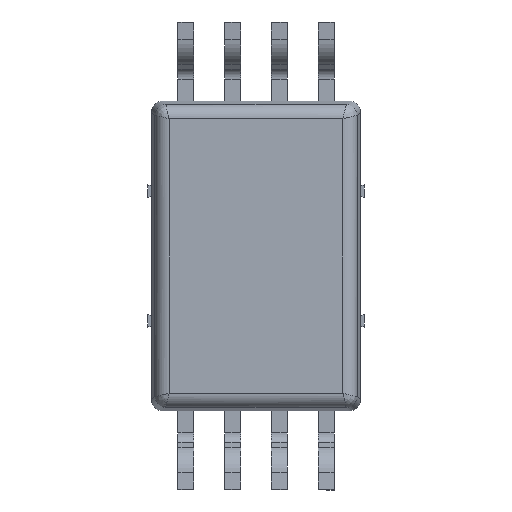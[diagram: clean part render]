
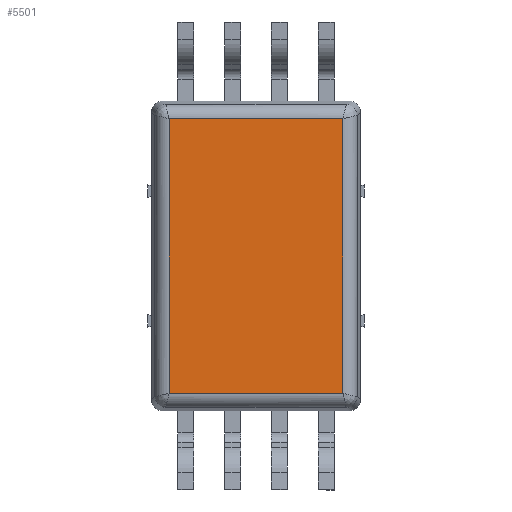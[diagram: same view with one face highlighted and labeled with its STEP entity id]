
A CAD part, front view. The second image highlights one B-rep face of the part: STEP entity #5501.
In plain terms, the highlighted planar face has unit normal (0, -1, 0).
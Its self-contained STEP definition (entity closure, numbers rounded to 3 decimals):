
#662=FACE_OUTER_BOUND('',#956,.T.);
#956=EDGE_LOOP('',(#5005,#5006,#5007,#5008));
#1509=LINE('',#9274,#2086);
#1511=LINE('',#9285,#2088);
#1531=LINE('',#9501,#2108);
#1532=LINE('',#9503,#2109);
#2086=VECTOR('',#7504,10.);
#2088=VECTOR('',#7508,10.);
#2108=VECTOR('',#7584,10.);
#2109=VECTOR('',#7587,10.);
#2594=VERTEX_POINT('',#9131);
#2610=VERTEX_POINT('',#9222);
#2612=VERTEX_POINT('',#9278);
#2636=VERTEX_POINT('',#9455);
#3380=EDGE_CURVE('',#2610,#2594,#1509,.T.);
#3383=EDGE_CURVE('',#2612,#2610,#1511,.T.);
#3425=EDGE_CURVE('',#2636,#2612,#1531,.T.);
#3426=EDGE_CURVE('',#2636,#2594,#1532,.T.);
#5005=ORIENTED_EDGE('',*,*,#3426,.T.);
#5006=ORIENTED_EDGE('',*,*,#3380,.F.);
#5007=ORIENTED_EDGE('',*,*,#3383,.F.);
#5008=ORIENTED_EDGE('',*,*,#3425,.F.);
#5207=PLANE('',#6043);
#5501=ADVANCED_FACE('',(#662),#5207,.T.);
#6043=AXIS2_PLACEMENT_3D('',#9513,#7601,#7602);
#7504=DIRECTION('',(0.,0.,1.));
#7508=DIRECTION('',(-1.,0.,0.));
#7584=DIRECTION('',(0.,0.,-1.));
#7587=DIRECTION('',(-1.,0.,0.));
#7601=DIRECTION('center_axis',(0.,-1.,0.));
#7602=DIRECTION('ref_axis',(1.,0.,0.));
#9131=CARTESIAN_POINT('',(-1.206,-0.45,1.906));
#9222=CARTESIAN_POINT('',(-1.206,-0.45,-1.906));
#9274=CARTESIAN_POINT('',(-1.206,-0.45,0.));
#9278=CARTESIAN_POINT('',(1.206,-0.45,-1.906));
#9285=CARTESIAN_POINT('',(1.45,-0.45,-1.906));
#9455=CARTESIAN_POINT('',(1.206,-0.45,1.906));
#9501=CARTESIAN_POINT('',(1.206,-0.45,0.));
#9503=CARTESIAN_POINT('',(1.45,-0.45,1.906));
#9513=CARTESIAN_POINT('Origin',(-1.206,-0.45,0.));
